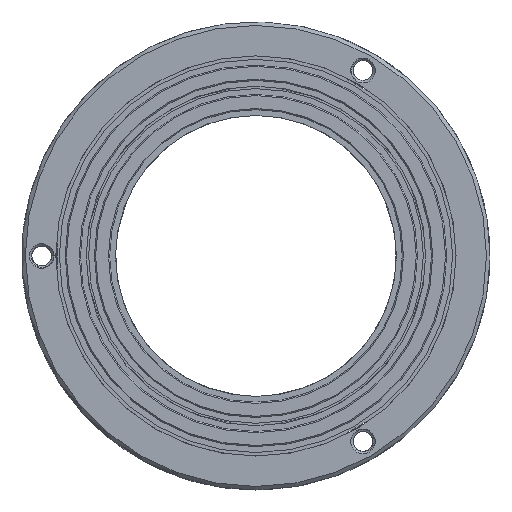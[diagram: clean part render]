
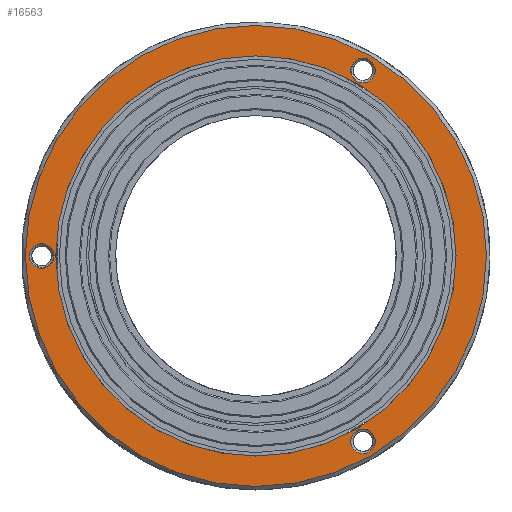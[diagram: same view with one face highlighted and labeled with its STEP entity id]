
A CAD part, left-side view. The second image highlights one B-rep face of the part: STEP entity #16563.
In plain terms, the highlighted planar face has unit normal (-1, 0, 0).
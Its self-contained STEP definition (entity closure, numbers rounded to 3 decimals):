
#664 = CARTESIAN_POINT ( 'NONE',  ( 6.5, 18.3, 0. ) ) ;
#1227 = DIRECTION ( 'NONE',  ( 0., 0., -1. ) ) ;
#1758 = CARTESIAN_POINT ( 'NONE',  ( 6.5, 0., 0. ) ) ;
#1856 = FACE_BOUND ( 'NONE', #21795, .T. ) ;
#2128 = DIRECTION ( 'NONE',  ( 1., 0., 0. ) ) ;
#2599 = CIRCLE ( 'NONE', #22673, 17.1 ) ;
#2696 = EDGE_CURVE ( 'NONE', #13111, #13111, #10117, .T. ) ;
#2962 = CARTESIAN_POINT ( 'NONE',  ( 6.5, -9.15, -15.848 ) ) ;
#3988 = CARTESIAN_POINT ( 'NONE',  ( 6.5, 20., 0. ) ) ;
#4044 = EDGE_CURVE ( 'NONE', #8987, #8987, #23886, .T. ) ;
#4546 = ORIENTED_EDGE ( 'NONE', *, *, #2696, .T. ) ;
#5060 = CARTESIAN_POINT ( 'NONE',  ( 6.5, 18.3, -1.05 ) ) ;
#5502 = AXIS2_PLACEMENT_3D ( 'NONE', #2962, #25725, #13254 ) ;
#5577 = ORIENTED_EDGE ( 'NONE', *, *, #4044, .T. ) ;
#6415 = FACE_BOUND ( 'NONE', #9390, .T. ) ;
#7615 = VERTEX_POINT ( 'NONE', #24199 ) ;
#7925 = CIRCLE ( 'NONE', #22441, 19.7 ) ;
#8863 = DIRECTION ( 'NONE',  ( 1., 0., 0. ) ) ;
#8987 = VERTEX_POINT ( 'NONE', #13234 ) ;
#9245 = CARTESIAN_POINT ( 'NONE',  ( 6.5, 0., 17.1 ) ) ;
#9390 = EDGE_LOOP ( 'NONE', ( #4546 ) ) ;
#9550 = CARTESIAN_POINT ( 'NONE',  ( 6.5, -9.15, 15.848 ) ) ;
#9835 = EDGE_LOOP ( 'NONE', ( #5577 ) ) ;
#9943 = DIRECTION ( 'NONE',  ( 0., 0., -1. ) ) ;
#10117 = CIRCLE ( 'NONE', #19910, 1.05 ) ;
#10298 = EDGE_CURVE ( 'NONE', #15121, #15121, #2599, .T. ) ;
#10305 = DIRECTION ( 'NONE',  ( 0., 0., -1. ) ) ;
#12277 = PLANE ( 'NONE',  #22081 ) ;
#13104 = ORIENTED_EDGE ( 'NONE', *, *, #15448, .T. ) ;
#13111 = VERTEX_POINT ( 'NONE', #5060 ) ;
#13234 = CARTESIAN_POINT ( 'NONE',  ( 6.5, -9.15, -16.898 ) ) ;
#13254 = DIRECTION ( 'NONE',  ( 0., 0., -1. ) ) ;
#14297 = FACE_BOUND ( 'NONE', #9835, .T. ) ;
#14439 = FACE_OUTER_BOUND ( 'NONE', #17327, .T. ) ;
#14491 = EDGE_CURVE ( 'NONE', #22190, #22190, #14779, .T. ) ;
#14779 = CIRCLE ( 'NONE', #21204, 1.05 ) ;
#15121 = VERTEX_POINT ( 'NONE', #9245 ) ;
#15448 = EDGE_CURVE ( 'NONE', #7615, #7615, #7925, .T. ) ;
#16563 = ADVANCED_FACE ( 'NONE', ( #14439, #14297, #22734, #6415, #1856 ), #12277, .F. ) ;
#17327 = EDGE_LOOP ( 'NONE', ( #13104 ) ) ;
#17712 = DIRECTION ( 'NONE',  ( -1., 0., 0. ) ) ;
#18175 = CARTESIAN_POINT ( 'NONE',  ( 6.5, -9.15, 14.798 ) ) ;
#18658 = DIRECTION ( 'NONE',  ( -1., 0., 0. ) ) ;
#18802 = DIRECTION ( 'NONE',  ( 0., 0., 1. ) ) ;
#19910 = AXIS2_PLACEMENT_3D ( 'NONE', #664, #8863, #21150 ) ;
#21150 = DIRECTION ( 'NONE',  ( 0., 0., -1. ) ) ;
#21204 = AXIS2_PLACEMENT_3D ( 'NONE', #9550, #25609, #1227 ) ;
#21480 = ORIENTED_EDGE ( 'NONE', *, *, #14491, .T. ) ;
#21795 = EDGE_LOOP ( 'NONE', ( #24058 ) ) ;
#21918 = EDGE_LOOP ( 'NONE', ( #21480 ) ) ;
#22081 = AXIS2_PLACEMENT_3D ( 'NONE', #3988, #2128, #10305 ) ;
#22190 = VERTEX_POINT ( 'NONE', #18175 ) ;
#22441 = AXIS2_PLACEMENT_3D ( 'NONE', #1758, #17712, #9943 ) ;
#22673 = AXIS2_PLACEMENT_3D ( 'NONE', #24949, #18658, #18802 ) ;
#22734 = FACE_BOUND ( 'NONE', #21918, .T. ) ;
#23886 = CIRCLE ( 'NONE', #5502, 1.05 ) ;
#24058 = ORIENTED_EDGE ( 'NONE', *, *, #10298, .F. ) ;
#24199 = CARTESIAN_POINT ( 'NONE',  ( 6.5, 0., -19.7 ) ) ;
#24949 = CARTESIAN_POINT ( 'NONE',  ( 6.5, 0., 0. ) ) ;
#25609 = DIRECTION ( 'NONE',  ( 1., 0., 0. ) ) ;
#25725 = DIRECTION ( 'NONE',  ( 1., 0., 0. ) ) ;
